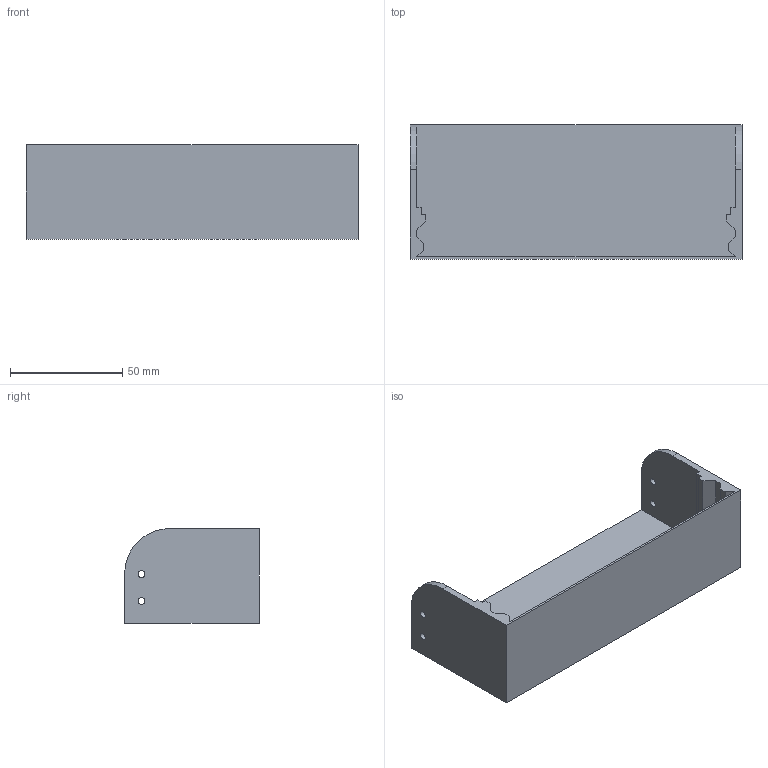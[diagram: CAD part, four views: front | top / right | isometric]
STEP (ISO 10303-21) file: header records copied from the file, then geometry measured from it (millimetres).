
FILE_DESCRIPTION(/* description */ (''),/* implementation_level */ '2;1');
FILE_NAME(/* name */ 'FrontPanelCustomizable.stp',/* time_stamp */ '2025-01-30T18:40:56+01:00',/* author */ ('phili'),/* organization */ (''),/* preprocessor_version */ 'ST-DEVELOPER v19.2',/* originating_system */ 'Autodesk Inventor 2024',/* authorisation */ '');
FILE_SCHEMA (('AUTOMOTIVE_DESIGN { 1 0 10303 214 3 1 1 }'));
Length unit declared in the file: millimetre
Products named in the file (1): Blende_Template
Bounding box: 148 x 60 x 42.3 mm (x, y, z)
Volume: 49227.1 mm3; surface area: 40295.9 mm2
Topology: 1 solids, 1 shells, 34 faces, 96 edges, 64 vertices
Faces by surface type: plane 28, cylinder 6
Full cylindrical faces by diameter (mm): 3 x4
Entity records: 1151 total; most frequent: CARTESIAN_POINT 195, ORIENTED_EDGE 192, DIRECTION 178, EDGE_CURVE 96, LINE 84, VECTOR 84, VERTEX_POINT 64, AXIS2_PLACEMENT_3D 47
